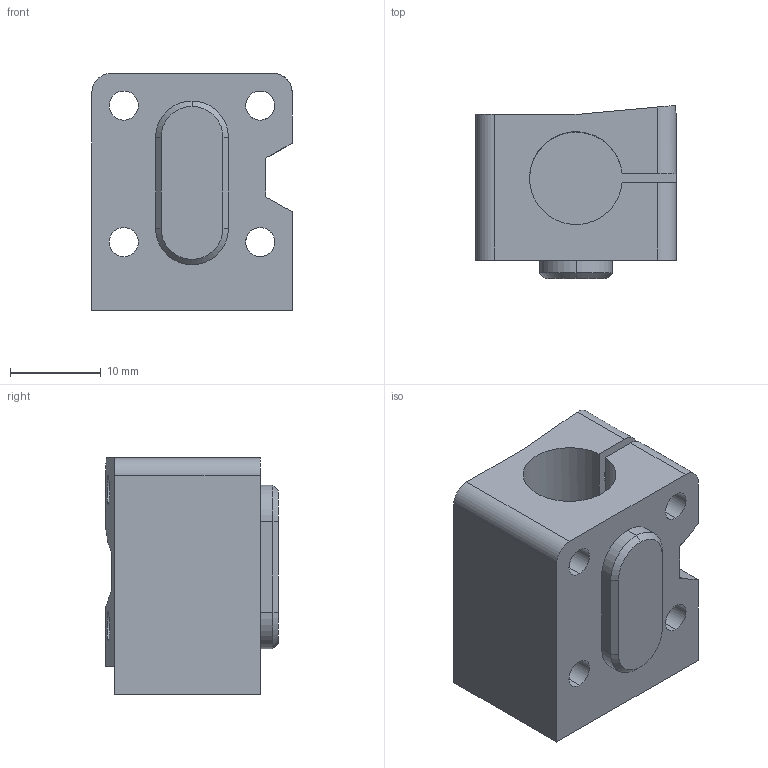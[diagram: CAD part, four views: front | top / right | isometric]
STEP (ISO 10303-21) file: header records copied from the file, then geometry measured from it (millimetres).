
FILE_DESCRIPTION (( 'STEP AP214' ), '1' );
FILE_NAME ('leg motor mount v3 2 .STEP', '2024-05-09T04:26:04', ( '' ), ( '' ), 'SwSTEP 2.0', 'SolidWorks 2023', '' );
FILE_SCHEMA (( 'AUTOMOTIVE_DESIGN' ));
Length unit declared in the file: millimetre
Products named in the file (1): leg motor mount v3 2 
Bounding box: 22 x 19 x 26 mm (x, y, z)
Volume: 6475.3 mm3; surface area: 4303.9 mm2
Topology: 1 solids, 1 shells, 61 faces, 166 edges, 108 vertices
Faces by surface type: plane 35, cylinder 23, cone 3
Entity records: 1966 total; most frequent: CARTESIAN_POINT 372, ORIENTED_EDGE 332, DIRECTION 321, EDGE_CURVE 166, LINE 111, VECTOR 111, VERTEX_POINT 108, AXIS2_PLACEMENT_3D 105
